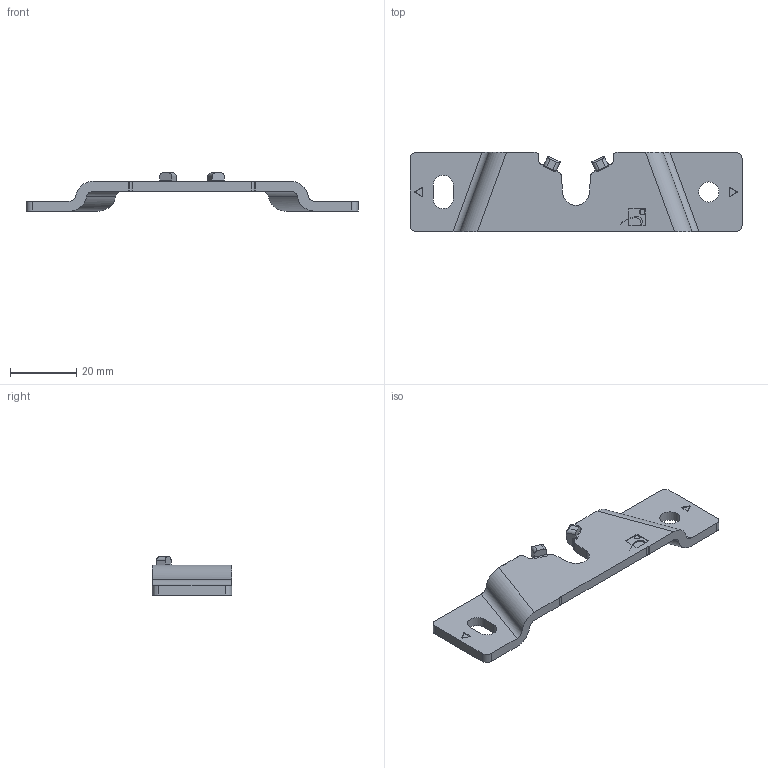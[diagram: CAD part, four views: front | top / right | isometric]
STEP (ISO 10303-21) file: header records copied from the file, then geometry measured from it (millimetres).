
FILE_DESCRIPTION(/* description */ (''),/* implementation_level */ '2;1');
FILE_NAME(/* name */ '13036.stp',/* time_stamp */ '2022-06-28T16:18:52+02:00',/* author */ ('Giuliano'),/* organization */ (''),/* preprocessor_version */ 'ST-DEVELOPER v18.1',/* originating_system */ 'Autodesk Inventor 2021',/* authorisation */ '');
FILE_SCHEMA (('AUTOMOTIVE_DESIGN { 1 0 10303 214 3 1 1 }'));
Length unit declared in the file: millimetre
Products named in the file (1): 13036
Bounding box: 100 x 24 x 11.5 mm (x, y, z)
Volume: 6933.3 mm3; surface area: 5653.1 mm2
Topology: 1 solids, 1 shells, 122 faces, 340 edges, 224 vertices
Faces by surface type: cylinder 62, plane 54, bspline 6
Full cylindrical faces by diameter (mm): 1.538 x1, 6.1 x1
Entity records: 4111 total; most frequent: CARTESIAN_POINT 809, DIRECTION 712, ORIENTED_EDGE 684, EDGE_CURVE 342, AXIS2_PLACEMENT_3D 257, VERTEX_POINT 224, LINE 198, VECTOR 198
